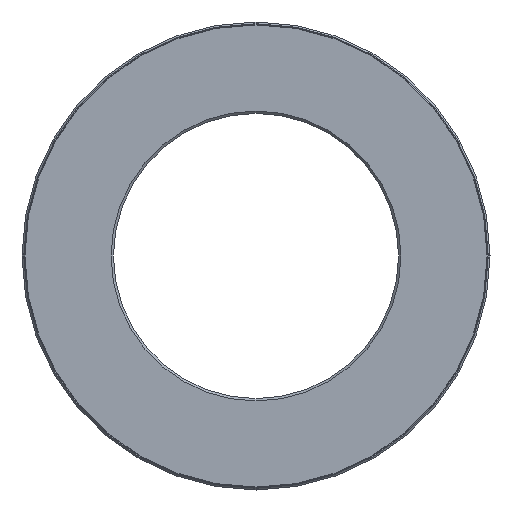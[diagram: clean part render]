
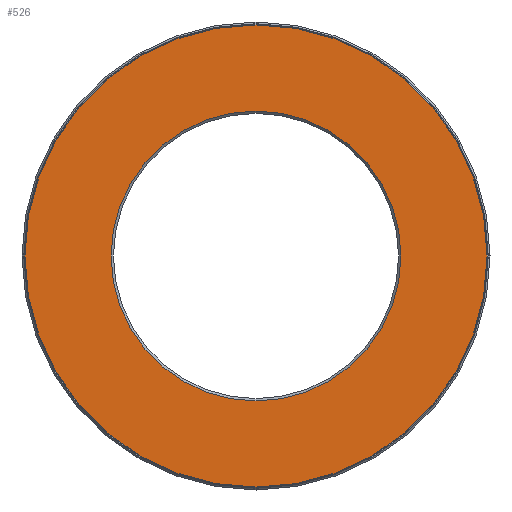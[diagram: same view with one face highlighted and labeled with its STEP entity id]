
A CAD part, front view. The second image highlights one B-rep face of the part: STEP entity #526.
In plain terms, the highlighted planar face has unit normal (0, -1, 0).
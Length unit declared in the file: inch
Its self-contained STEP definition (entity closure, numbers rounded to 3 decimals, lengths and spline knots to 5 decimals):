
#30 = CARTESIAN_POINT ( 'NONE',  ( 0., 0., 0. ) ) ;
#61 = AXIS2_PLACEMENT_3D ( 'NONE', #491, #400, #254 ) ;
#77 = PLANE ( 'NONE',  #257 ) ;
#87 = EDGE_LOOP ( 'NONE', ( #596 ) ) ;
#128 = DIRECTION ( 'NONE',  ( 0., 1., 0. ) ) ;
#156 = ORIENTED_EDGE ( 'NONE', *, *, #284, .F. ) ;
#216 = EDGE_LOOP ( 'NONE', ( #156 ) ) ;
#254 = DIRECTION ( 'NONE',  ( 0., 0., 1. ) ) ;
#257 = AXIS2_PLACEMENT_3D ( 'NONE', #358, #267, #265 ) ;
#265 = DIRECTION ( 'NONE',  ( 0., 0., 1. ) ) ;
#267 = DIRECTION ( 'NONE',  ( 0., 1., 0. ) ) ;
#284 = EDGE_CURVE ( 'NONE', #469, #469, #514, .T. ) ;
#358 = CARTESIAN_POINT ( 'NONE',  ( 0., 0., 0. ) ) ;
#390 = CARTESIAN_POINT ( 'NONE',  ( 0., 0., 1.975 ) ) ;
#395 = CARTESIAN_POINT ( 'NONE',  ( 0., 0., 1.23875 ) ) ;
#400 = DIRECTION ( 'NONE',  ( 0., 1., 0. ) ) ;
#418 = DIRECTION ( 'NONE',  ( 0., 0., 1. ) ) ;
#427 = CIRCLE ( 'NONE', #582, 1.23875 ) ;
#431 = EDGE_CURVE ( 'NONE', #504, #504, #427, .T. ) ;
#442 = FACE_BOUND ( 'NONE', #87, .T. ) ;
#469 = VERTEX_POINT ( 'NONE', #390 ) ;
#491 = CARTESIAN_POINT ( 'NONE',  ( 0., 0., 0. ) ) ;
#504 = VERTEX_POINT ( 'NONE', #395 ) ;
#514 = CIRCLE ( 'NONE', #61, 1.975 ) ;
#526 = ADVANCED_FACE ( 'NONE', ( #589, #442 ), #77, .F. ) ;
#582 = AXIS2_PLACEMENT_3D ( 'NONE', #30, #128, #418 ) ;
#589 = FACE_OUTER_BOUND ( 'NONE', #216, .T. ) ;
#596 = ORIENTED_EDGE ( 'NONE', *, *, #431, .T. ) ;
